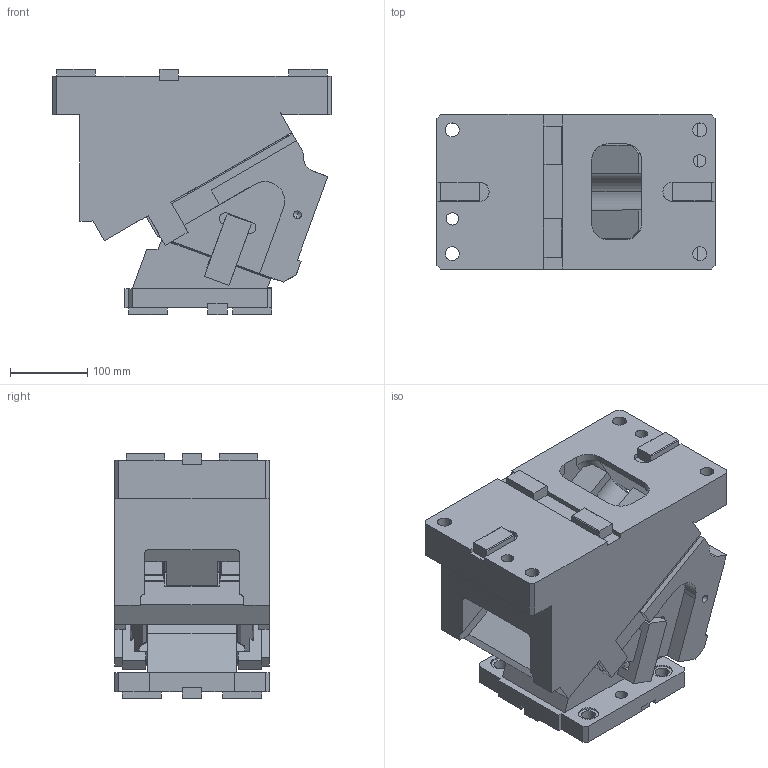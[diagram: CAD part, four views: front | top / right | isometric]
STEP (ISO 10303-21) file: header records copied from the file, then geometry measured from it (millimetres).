
FILE_DESCRIPTION(('CATIA V5 STEP Exchange'),'2;1');
FILE_NAME('CACV_200_20.stp','2015-04-24T14:13:21+00:00',('none'),('none'),'CATIA Version 5 Release 19 SP 2 (IN-10)','CATIA V5 STEP AP203','none');
FILE_SCHEMA(('CONFIG_CONTROL_DESIGN'));
Length unit declared in the file: millimetre
Products named in the file (1): CACV_200_20
Bounding box: 360 x 200 x 318 mm (x, y, z)
Volume: 13171837.3 mm3; surface area: 829020.1 mm2
Topology: 3 solids, 4 shells, 546 faces, 1590 edges, 1039 vertices
Faces by surface type: plane 381, cylinder 141, bspline 12, cone 10, torus 2
Entity records: 17909 total; most frequent: CARTESIAN_POINT 4177, ORIENTED_EDGE 3104, DIRECTION 2369, EDGE_CURVE 1552, VECTOR 1255, LINE 1255, VERTEX_POINT 1027, AXIS2_PLACEMENT_3D 649
